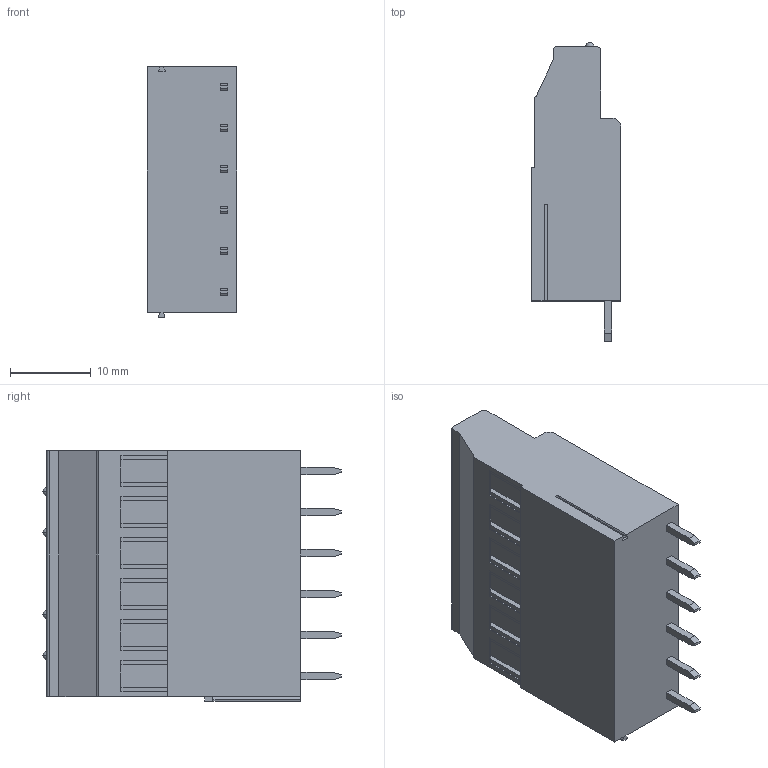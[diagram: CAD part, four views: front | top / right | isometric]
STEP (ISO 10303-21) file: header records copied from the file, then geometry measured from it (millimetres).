
FILE_DESCRIPTION((''),'2;1');
FILE_NAME('PRT0053','2025-01-11T',('yanfa'),(''),'PRO/ENGINEER BY PARAMETRIC TECHNOLOGY CORPORATION, 2009280','PRO/ENGINEER BY PARAMETRIC TECHNOLOGY CORPORATION, 2009280','');
FILE_SCHEMA(('AUTOMOTIVE_DESIGN_CC2 { 1 2 10303 214 -1 1 5 2 }'));
Length unit declared in the file: millimetre
Products named in the file (1): PRT0053
Bounding box: 11.1 x 37 x 31.08 mm (x, y, z)
Volume: 9298.5 mm3; surface area: 3614 mm2
Topology: 1 solids, 1 shells, 214 faces, 586 edges, 382 vertices
Faces by surface type: plane 162, cylinder 32, torus 12, sphere 8
Entity records: 6821 total; most frequent: CARTESIAN_POINT 1330, ORIENTED_EDGE 1156, DIRECTION 1098, EDGE_CURVE 578, VECTOR 438, LINE 438, VERTEX_POINT 382, AXIS2_PLACEMENT_3D 330
